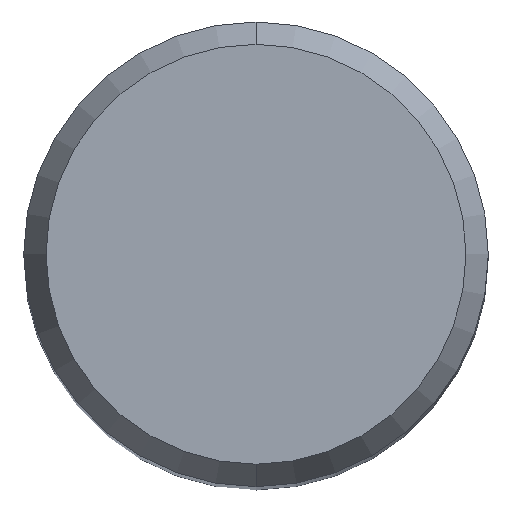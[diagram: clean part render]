
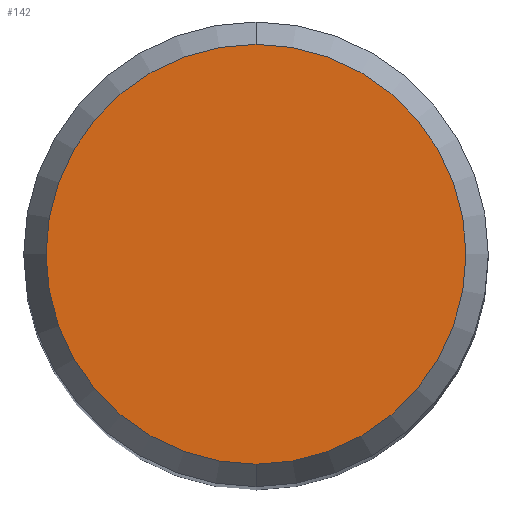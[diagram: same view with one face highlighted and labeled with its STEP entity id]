
A CAD part, top view. The second image highlights one B-rep face of the part: STEP entity #142.
In plain terms, the highlighted planar face has unit normal (0, 0, 1).
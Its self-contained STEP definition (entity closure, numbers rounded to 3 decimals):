
#120=VERTEX_POINT('',#298);
#142=ADVANCED_FACE('',(#321),#322,.T.);
#192=VERTEX_POINT('',#379);
#208=EDGE_CURVE('',#120,#192,#396,.T.);
#210=EDGE_CURVE('',#192,#120,#398,.T.);
#298=CARTESIAN_POINT('',(0.,-4.304,0.01));
#321=FACE_OUTER_BOUND('',#519,.T.);
#322=PLANE('',#520);
#379=CARTESIAN_POINT('',(0.0,4.304,0.01));
#396=CIRCLE('',#612,4.304);
#398=CIRCLE('',#615,4.304);
#519=EDGE_LOOP('',(#737,#738));
#520=AXIS2_PLACEMENT_3D('',#739,#740,#741);
#612=AXIS2_PLACEMENT_3D('',#825,#826,#827);
#615=AXIS2_PLACEMENT_3D('',#828,#829,#830);
#737=ORIENTED_EDGE('',*,*,#210,.F.);
#738=ORIENTED_EDGE('',*,*,#208,.F.);
#739=CARTESIAN_POINT('',(0.0,2.152,0.01));
#740=DIRECTION('',(-0.0,0.0,1.0));
#741=DIRECTION('',(0.0,-1.0,0.0));
#825=CARTESIAN_POINT('',(0.0,0.0,0.01));
#826=DIRECTION('',(0.0,0.0,-1.0));
#827=DIRECTION('',(0.0,1.0,0.0));
#828=CARTESIAN_POINT('',(0.0,0.0,0.01));
#829=DIRECTION('',(0.0,0.0,-1.0));
#830=DIRECTION('',(0.0,1.0,0.0));
